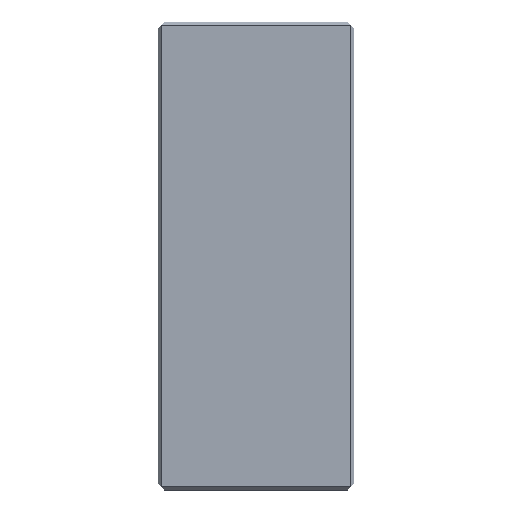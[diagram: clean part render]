
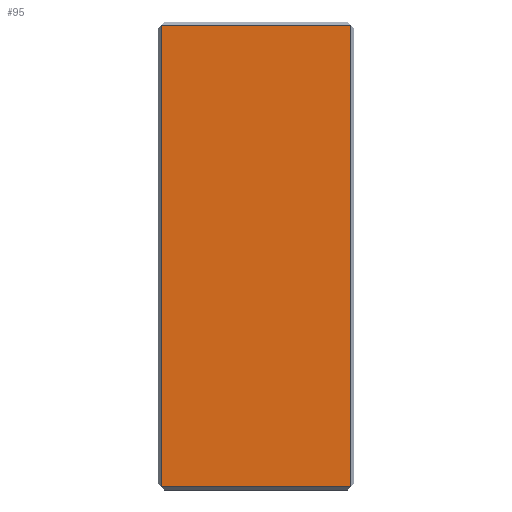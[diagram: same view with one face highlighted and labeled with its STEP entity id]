
A CAD part, front view. The second image highlights one B-rep face of the part: STEP entity #95.
In plain terms, the highlighted free-form (B-spline) face has degree [1, 1] with [2, 2] control points.
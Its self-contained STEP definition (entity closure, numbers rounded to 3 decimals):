
#22 = VERTEX_POINT('',#23);
#23 = CARTESIAN_POINT('',(-18.149,0.,-44.233));
#38 = VERTEX_POINT('',#39);
#39 = CARTESIAN_POINT('',(18.149,0.,-44.233));
#44 = EDGE_CURVE('',#38,#22,#45,.T.);
#45 = B_SPLINE_CURVE_WITH_KNOTS('',1,(#46,#47),.UNSPECIFIED.,.F.,.F.,(2,
    2),(-7.413,23.238),.PIECEWISE_BEZIER_KNOTS.);
#46 = CARTESIAN_POINT('',(18.149,0.,-44.233));
#47 = CARTESIAN_POINT('',(-18.149,0.,-44.233));
#95 = ADVANCED_FACE('',(#96),#118,.F.);
#96 = FACE_BOUND('',#97,.T.);
#97 = EDGE_LOOP('',(#98,#99,#106,#113));
#98 = ORIENTED_EDGE('',*,*,#44,.F.);
#99 = ORIENTED_EDGE('',*,*,#100,.F.);
#100 = EDGE_CURVE('',#101,#38,#103,.T.);
#101 = VERTEX_POINT('',#102);
#102 = CARTESIAN_POINT('',(18.149,0.,44.233));
#103 = B_SPLINE_CURVE_WITH_KNOTS('',1,(#104,#105),.UNSPECIFIED.,.F.,.F.,
  (2,2),(-18.425,56.275),.PIECEWISE_BEZIER_KNOTS.);
#104 = CARTESIAN_POINT('',(18.149,0.,44.233));
#105 = CARTESIAN_POINT('',(18.149,0.,-44.233));
#106 = ORIENTED_EDGE('',*,*,#107,.F.);
#107 = EDGE_CURVE('',#108,#101,#110,.T.);
#108 = VERTEX_POINT('',#109);
#109 = CARTESIAN_POINT('',(-18.149,0.,44.233));
#110 = B_SPLINE_CURVE_WITH_KNOTS('',1,(#111,#112),.UNSPECIFIED.,.F.,.F.,
  (2,2),(-7.413,23.238),.PIECEWISE_BEZIER_KNOTS.);
#111 = CARTESIAN_POINT('',(-18.149,0.,44.233));
#112 = CARTESIAN_POINT('',(18.149,0.,44.233));
#113 = ORIENTED_EDGE('',*,*,#114,.F.);
#114 = EDGE_CURVE('',#22,#108,#115,.T.);
#115 = B_SPLINE_CURVE_WITH_KNOTS('',1,(#116,#117),.UNSPECIFIED.,.F.,.F.,
  (2,2),(-18.425,56.275),.PIECEWISE_BEZIER_KNOTS.);
#116 = CARTESIAN_POINT('',(-18.149,0.,-44.233));
#117 = CARTESIAN_POINT('',(-18.149,0.,44.233));
#118 = B_SPLINE_SURFACE_WITH_KNOTS('',1,1,(
    (#119,#120)
    ,(#121,#122
    )),.UNSPECIFIED.,.F.,.F.,.F.,(2,2),(2,2),(-37.35,37.35),(-15.325,
    15.325),.PIECEWISE_BEZIER_KNOTS.);
#119 = CARTESIAN_POINT('',(-18.149,0.,-44.233));
#120 = CARTESIAN_POINT('',(18.149,0.,-44.233));
#121 = CARTESIAN_POINT('',(-18.149,0.,44.233));
#122 = CARTESIAN_POINT('',(18.149,0.,44.233));
